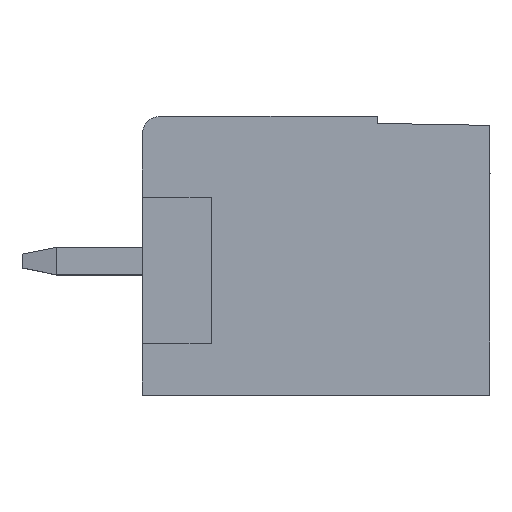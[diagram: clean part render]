
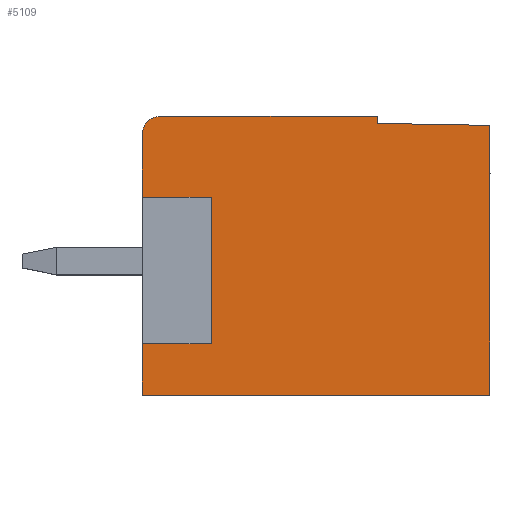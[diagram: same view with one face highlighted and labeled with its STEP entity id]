
A CAD part, top view. The second image highlights one B-rep face of the part: STEP entity #5109.
In plain terms, the highlighted planar face has unit normal (0, 0, 1).
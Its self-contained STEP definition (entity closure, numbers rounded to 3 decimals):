
#9=DIRECTION('',(0.,1.,0.));
#10=VECTOR('',#9,7.84);
#11=CARTESIAN_POINT('',(-10.615,0.099,168.212));
#12=LINE('',#11,#10);
#97=DIRECTION('',(0.,1.,0.));
#98=VECTOR('',#97,0.202);
#99=CARTESIAN_POINT('',(-13.889,7.997,168.212));
#100=LINE('',#99,#98);
#141=DIRECTION('',(0.,-1.,0.));
#142=VECTOR('',#141,1.85);
#143=CARTESIAN_POINT('',(-20.715,7.699,168.212));
#144=LINE('',#143,#142);
#157=DIRECTION('',(0.,-1.,0.));
#158=VECTOR('',#157,1.5);
#159=CARTESIAN_POINT('',(-20.715,1.599,168.212));
#160=LINE('',#159,#158);
#197=DIRECTION('',(1.,0.,0.));
#198=VECTOR('',#197,10.1);
#199=CARTESIAN_POINT('',(-20.715,0.099,168.212));
#200=LINE('',#199,#198);
#1194=DIRECTION('',(0.,1.,0.));
#1195=VECTOR('',#1194,4.25);
#1196=CARTESIAN_POINT('',(-18.715,1.599,168.212));
#1197=LINE('',#1196,#1195);
#1198=DIRECTION('',(-1.,0.,0.));
#1199=VECTOR('',#1198,2.);
#1200=CARTESIAN_POINT('',(-18.715,5.849,168.212));
#1201=LINE('',#1200,#1199);
#1202=CARTESIAN_POINT('',(-20.215,7.699,168.212));
#1203=DIRECTION('',(0.,0.,-1.));
#1204=DIRECTION('',(-1.,0.,0.));
#1205=AXIS2_PLACEMENT_3D('',#1202,#1203,#1204);
#1207=DIRECTION('',(1.,0.,0.));
#1208=VECTOR('',#1207,6.326);
#1209=CARTESIAN_POINT('',(-20.215,8.199,168.212));
#1210=LINE('',#1209,#1208);
#1211=DIRECTION('',(1.,-0.017,0.));
#1212=VECTOR('',#1211,3.274);
#1213=CARTESIAN_POINT('',(-13.889,7.997,168.212));
#1214=LINE('',#1213,#1212);
#1215=DIRECTION('',(-1.,0.,0.));
#1216=VECTOR('',#1215,2.);
#1217=CARTESIAN_POINT('',(-18.715,1.599,168.212));
#1218=LINE('',#1217,#1216);
#2605=CARTESIAN_POINT('',(-10.615,7.94,168.212));
#2607=VERTEX_POINT('',#2605);
#2611=CARTESIAN_POINT('',(-10.615,0.099,
168.212));
#2612=VERTEX_POINT('',#2611);
#2674=CARTESIAN_POINT('',(-13.889,7.997,168.212));
#2676=VERTEX_POINT('',#2674);
#2678=CARTESIAN_POINT('',(-13.889,8.199,168.212));
#2680=VERTEX_POINT('',#2678);
#2682=CARTESIAN_POINT('',(-20.215,8.199,168.212));
#2684=VERTEX_POINT('',#2682);
#2685=CARTESIAN_POINT('',(-20.715,7.699,168.212));
#2687=VERTEX_POINT('',#2685);
#2713=CARTESIAN_POINT('',(-20.715,5.849,168.212));
#2714=VERTEX_POINT('',#2713);
#2719=CARTESIAN_POINT('',(-20.715,1.599,168.212));
#2720=VERTEX_POINT('',#2719);
#2721=CARTESIAN_POINT('',(-20.715,0.099,
168.212));
#2722=VERTEX_POINT('',#2721);
#3356=CARTESIAN_POINT('',(-18.715,1.599,168.212));
#3357=VERTEX_POINT('',#3356);
#3358=CARTESIAN_POINT('',(-18.715,5.849,168.212));
#3359=VERTEX_POINT('',#3358);
#5088=CARTESIAN_POINT('',(-10.615,0.099,
168.212));
#5089=DIRECTION('',(0.,0.,-1.));
#5090=DIRECTION('',(0.,1.,0.));
#5091=AXIS2_PLACEMENT_3D('',#5088,#5089,#5090);
#5092=PLANE('',#5091);
#5093=ORIENTED_EDGE('',*,*,#3423,.F.);
#5094=ORIENTED_EDGE('',*,*,#3648,.F.);
#5095=ORIENTED_EDGE('',*,*,#3588,.F.);
#5097=ORIENTED_EDGE('',*,*,#5096,.F.);
#5099=ORIENTED_EDGE('',*,*,#5098,.T.);
#5101=ORIENTED_EDGE('',*,*,#5100,.T.);
#5102=ORIENTED_EDGE('',*,*,#3580,.F.);
#5103=ORIENTED_EDGE('',*,*,#3545,.T.);
#5104=ORIENTED_EDGE('',*,*,#3530,.T.);
#5105=ORIENTED_EDGE('',*,*,#3515,.F.);
#5106=ORIENTED_EDGE('',*,*,#3500,.T.);
#5107=EDGE_LOOP('',(#5093,#5094,#5095,#5097,#5099,#5101,#5102,#5103,#5104,#5105,
#5106));
#5108=FACE_OUTER_BOUND('',#5107,.F.);
#1206=CIRCLE('',#1205,0.5);
#3423=EDGE_CURVE('',#2612,#2607,#12,.T.);
#3500=EDGE_CURVE('',#2676,#2607,#1214,.T.);
#3515=EDGE_CURVE('',#2676,#2680,#100,.T.);
#3530=EDGE_CURVE('',#2684,#2680,#1210,.T.);
#3545=EDGE_CURVE('',#2687,#2684,#1206,.T.);
#3580=EDGE_CURVE('',#2687,#2714,#144,.T.);
#3588=EDGE_CURVE('',#2720,#2722,#160,.T.);
#3648=EDGE_CURVE('',#2722,#2612,#200,.T.);
#5096=EDGE_CURVE('',#3357,#2720,#1218,.T.);
#5098=EDGE_CURVE('',#3357,#3359,#1197,.T.);
#5100=EDGE_CURVE('',#3359,#2714,#1201,.T.);
#5109=ADVANCED_FACE('',(#5108),#5092,.F.);
